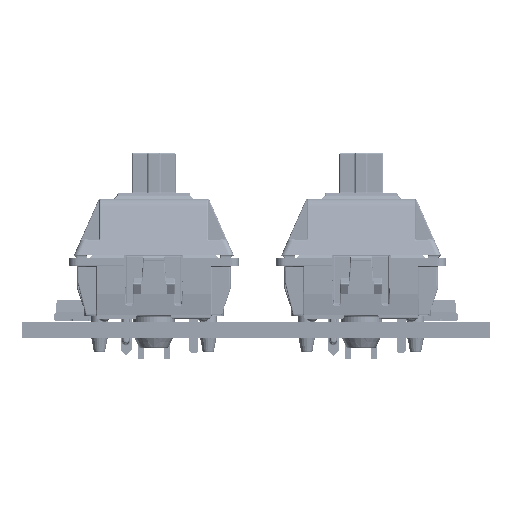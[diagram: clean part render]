
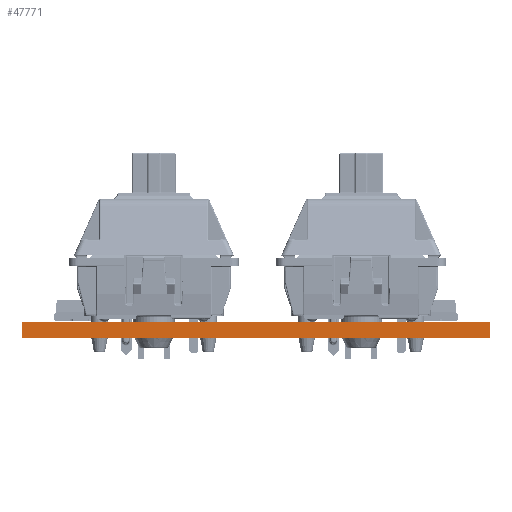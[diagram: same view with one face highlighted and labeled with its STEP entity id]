
A CAD part, front view. The second image highlights one B-rep face of the part: STEP entity #47771.
In plain terms, the highlighted planar face has unit normal (0, -1, 0).
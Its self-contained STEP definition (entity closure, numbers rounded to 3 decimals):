
#47771 = ADVANCED_FACE('',(#47772),#47806,.T.);
#47772 = FACE_BOUND('',#47773,.T.);
#47773 = EDGE_LOOP('',(#47774,#47784,#47792,#47800));
#47774 = ORIENTED_EDGE('',*,*,#47775,.T.);
#47775 = EDGE_CURVE('',#47776,#47778,#47780,.T.);
#47776 = VERTEX_POINT('',#47777);
#47777 = CARTESIAN_POINT('',(116.5,-122.588,0.));
#47778 = VERTEX_POINT('',#47779);
#47779 = CARTESIAN_POINT('',(116.5,-122.588,1.51));
#47780 = LINE('',#47781,#47782);
#47781 = CARTESIAN_POINT('',(116.5,-122.588,0.));
#47782 = VECTOR('',#47783,1.);
#47783 = DIRECTION('',(0.,0.,1.));
#47784 = ORIENTED_EDGE('',*,*,#47785,.T.);
#47785 = EDGE_CURVE('',#47778,#47786,#47788,.T.);
#47786 = VERTEX_POINT('',#47787);
#47787 = CARTESIAN_POINT('',(73.5,-122.588,1.51));
#47788 = LINE('',#47789,#47790);
#47789 = CARTESIAN_POINT('',(116.5,-122.588,1.51));
#47790 = VECTOR('',#47791,1.);
#47791 = DIRECTION('',(-1.,0.,0.));
#47792 = ORIENTED_EDGE('',*,*,#47793,.F.);
#47793 = EDGE_CURVE('',#47794,#47786,#47796,.T.);
#47794 = VERTEX_POINT('',#47795);
#47795 = CARTESIAN_POINT('',(73.5,-122.588,0.));
#47796 = LINE('',#47797,#47798);
#47797 = CARTESIAN_POINT('',(73.5,-122.588,0.));
#47798 = VECTOR('',#47799,1.);
#47799 = DIRECTION('',(0.,0.,1.));
#47800 = ORIENTED_EDGE('',*,*,#47801,.F.);
#47801 = EDGE_CURVE('',#47776,#47794,#47802,.T.);
#47802 = LINE('',#47803,#47804);
#47803 = CARTESIAN_POINT('',(116.5,-122.588,0.));
#47804 = VECTOR('',#47805,1.);
#47805 = DIRECTION('',(-1.,0.,0.));
#47806 = PLANE('',#47807);
#47807 = AXIS2_PLACEMENT_3D('',#47808,#47809,#47810);
#47808 = CARTESIAN_POINT('',(116.5,-122.588,0.));
#47809 = DIRECTION('',(0.,-1.,0.));
#47810 = DIRECTION('',(-1.,0.,0.));
